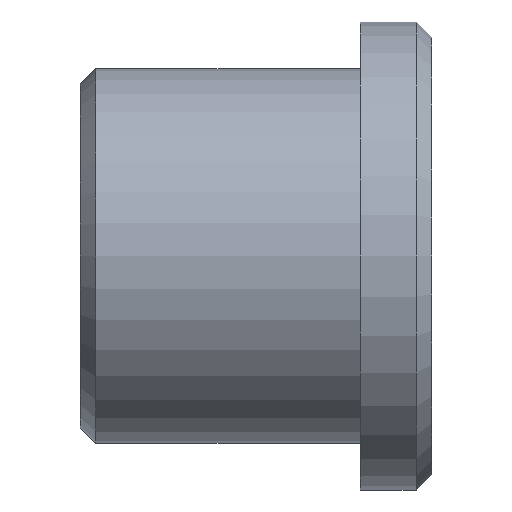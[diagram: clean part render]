
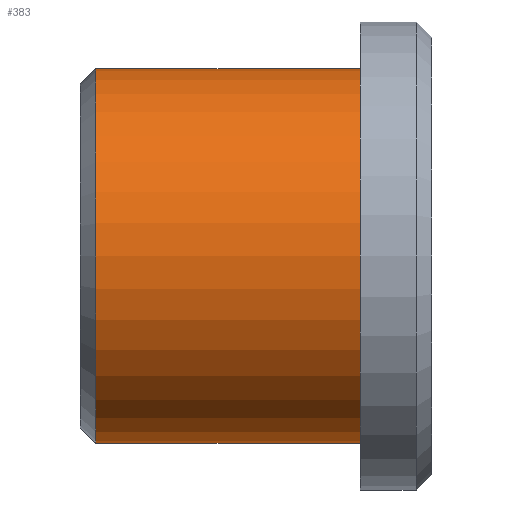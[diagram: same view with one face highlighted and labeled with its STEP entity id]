
A CAD part, front view. The second image highlights one B-rep face of the part: STEP entity #383.
In plain terms, the highlighted cylindrical face has radius 18.425 mm (diameter 36.85 mm), a partial arc.
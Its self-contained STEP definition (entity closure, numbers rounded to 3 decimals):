
#7 = ORIENTED_EDGE ( 'NONE', *, *, #96, .T. ) ;
#16 = EDGE_CURVE ( 'NONE', #213, #313, #52, .T. ) ;
#19 = VECTOR ( 'NONE', #202, 1000. ) ;
#52 = CIRCLE ( 'NONE', #152, 18.425 ) ;
#67 = EDGE_CURVE ( 'NONE', #313, #443, #513, .T. ) ;
#87 = VECTOR ( 'NONE', #422, 1000. ) ;
#96 = EDGE_CURVE ( 'NONE', #443, #151, #155, .T. ) ;
#104 = ORIENTED_EDGE ( 'NONE', *, *, #244, .F. ) ;
#110 = ORIENTED_EDGE ( 'NONE', *, *, #67, .T. ) ;
#131 = CARTESIAN_POINT ( 'NONE',  ( -4.444, 0., -18.425 ) ) ;
#138 = LINE ( 'NONE', #131, #19 ) ;
#151 = VERTEX_POINT ( 'NONE', #163 ) ;
#152 = AXIS2_PLACEMENT_3D ( 'NONE', #525, #432, #318 ) ;
#153 = CARTESIAN_POINT ( 'NONE',  ( 27.5, 0., 18.425 ) ) ;
#155 = CIRCLE ( 'NONE', #346, 18.425 ) ;
#163 = CARTESIAN_POINT ( 'NONE',  ( 1.5, 0., -18.425 ) ) ;
#164 = CARTESIAN_POINT ( 'NONE',  ( 1.5, 0., 0. ) ) ;
#171 = DIRECTION ( 'NONE',  ( 0., 0., 1. ) ) ;
#175 = ORIENTED_EDGE ( 'NONE', *, *, #16, .T. ) ;
#195 = CARTESIAN_POINT ( 'NONE',  ( -4.444, 0., 18.425 ) ) ;
#202 = DIRECTION ( 'NONE',  ( -1., 0., 0. ) ) ;
#209 = DIRECTION ( 'NONE',  ( 0., 0., -1. ) ) ;
#213 = VERTEX_POINT ( 'NONE', #258 ) ;
#225 = CYLINDRICAL_SURFACE ( 'NONE', #445, 18.425 ) ;
#244 = EDGE_CURVE ( 'NONE', #213, #151, #138, .T. ) ;
#258 = CARTESIAN_POINT ( 'NONE',  ( 27.5, 0., -18.425 ) ) ;
#279 = CARTESIAN_POINT ( 'NONE',  ( -4.444, 0., 0. ) ) ;
#307 = CARTESIAN_POINT ( 'NONE',  ( 1.5, 0., 18.425 ) ) ;
#313 = VERTEX_POINT ( 'NONE', #153 ) ;
#317 = EDGE_LOOP ( 'NONE', ( #104, #175, #110, #7 ) ) ;
#318 = DIRECTION ( 'NONE',  ( 0., 0., 1. ) ) ;
#346 = AXIS2_PLACEMENT_3D ( 'NONE', #164, #456, #209 ) ;
#383 = ADVANCED_FACE ( 'NONE', ( #482 ), #225, .T. ) ;
#421 = DIRECTION ( 'NONE',  ( -1., 0., 0. ) ) ;
#422 = DIRECTION ( 'NONE',  ( -1., 0., 0. ) ) ;
#432 = DIRECTION ( 'NONE',  ( -1., 0., 0. ) ) ;
#443 = VERTEX_POINT ( 'NONE', #307 ) ;
#445 = AXIS2_PLACEMENT_3D ( 'NONE', #279, #421, #171 ) ;
#456 = DIRECTION ( 'NONE',  ( 1., 0., 0. ) ) ;
#482 = FACE_OUTER_BOUND ( 'NONE', #317, .T. ) ;
#513 = LINE ( 'NONE', #195, #87 ) ;
#525 = CARTESIAN_POINT ( 'NONE',  ( 27.5, 0., 0. ) ) ;
